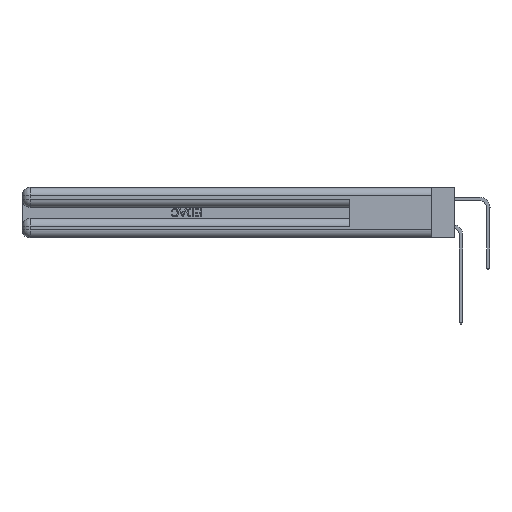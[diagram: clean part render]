
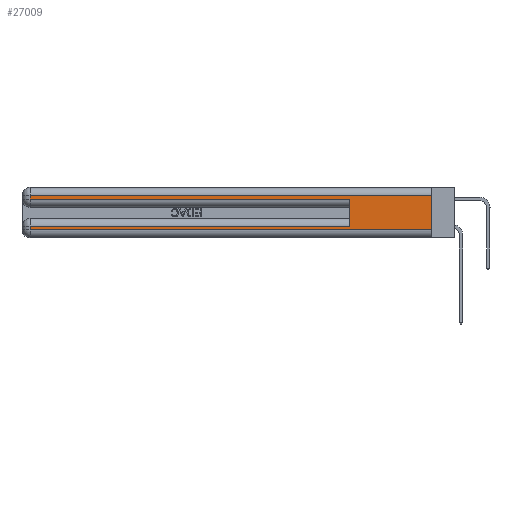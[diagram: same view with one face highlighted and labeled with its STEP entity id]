
A CAD part, left-side view. The second image highlights one B-rep face of the part: STEP entity #27009.
In plain terms, the highlighted planar face has unit normal (-1, 0, 0).
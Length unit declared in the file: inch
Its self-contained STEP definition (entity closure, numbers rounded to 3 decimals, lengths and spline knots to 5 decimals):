
#829 = LINE ( 'NONE', #7375, #44078 ) ;
#944 = CARTESIAN_POINT ( 'NONE',  ( 0., 2.94, 0.06 ) ) ;
#1029 = LINE ( 'NONE', #22437, #31917 ) ;
#1147 = LINE ( 'NONE', #45007, #27592 ) ;
#2008 = LINE ( 'NONE', #8595, #36213 ) ;
#3517 = EDGE_CURVE ( 'NONE', #24094, #9296, #1147, .T. ) ;
#4201 = VERTEX_POINT ( 'NONE', #28488 ) ;
#6031 = ORIENTED_EDGE ( 'NONE', *, *, #21887, .T. ) ;
#6311 = DIRECTION ( 'NONE',  ( 0., -1., 0. ) ) ;
#7375 = CARTESIAN_POINT ( 'NONE',  ( 0., 2.94, 0.37 ) ) ;
#8595 = CARTESIAN_POINT ( 'NONE',  ( 0., 0., 0.285 ) ) ;
#9296 = VERTEX_POINT ( 'NONE', #34381 ) ;
#10210 = CARTESIAN_POINT ( 'NONE',  ( 0., 2.94, 0.285 ) ) ;
#10593 = ORIENTED_EDGE ( 'NONE', *, *, #12441, .F. ) ;
#11029 = ORIENTED_EDGE ( 'NONE', *, *, #3517, .F. ) ;
#12170 = VERTEX_POINT ( 'NONE', #26456 ) ;
#12441 = EDGE_CURVE ( 'NONE', #4201, #32945, #19583, .T. ) ;
#12811 = VECTOR ( 'NONE', #6311, 39.37008 ) ;
#12919 = CARTESIAN_POINT ( 'NONE',  ( 0., 0., 0.085 ) ) ;
#13739 = EDGE_LOOP ( 'NONE', ( #11029, #46202, #28999, #39093, #10593, #46449, #6031, #38789 ) ) ;
#14567 = DIRECTION ( 'NONE',  ( 0., 0., -1. ) ) ;
#15107 = LINE ( 'NONE', #27301, #45502 ) ;
#16217 = VECTOR ( 'NONE', #31429, 39.37008 ) ;
#16861 = DIRECTION ( 'NONE',  ( 0., 1., 0. ) ) ;
#17275 = FACE_OUTER_BOUND ( 'NONE', #13739, .T. ) ;
#19583 = LINE ( 'NONE', #45751, #16217 ) ;
#20239 = DIRECTION ( 'NONE',  ( 0., -1., 0. ) ) ;
#20320 = DIRECTION ( 'NONE',  ( 0., 0., -1. ) ) ;
#20988 = CARTESIAN_POINT ( 'NONE',  ( 0., 0., 0.31 ) ) ;
#21215 = EDGE_CURVE ( 'NONE', #21774, #32945, #2008, .T. ) ;
#21774 = VERTEX_POINT ( 'NONE', #10210 ) ;
#21887 = EDGE_CURVE ( 'NONE', #45501, #33856, #829, .T. ) ;
#22437 = CARTESIAN_POINT ( 'NONE',  ( 0., 0., 0.31 ) ) ;
#23809 = DIRECTION ( 'NONE',  ( 1., 0., 0. ) ) ;
#24094 = VERTEX_POINT ( 'NONE', #20988 ) ;
#25534 = LINE ( 'NONE', #12919, #38446 ) ;
#26456 = CARTESIAN_POINT ( 'NONE',  ( 0., 2.94, 0.31 ) ) ;
#27009 = ADVANCED_FACE ( 'NONE', ( #17275 ), #41172, .F. ) ;
#27301 = CARTESIAN_POINT ( 'NONE',  ( 0., 2.94, 0.37 ) ) ;
#27592 = VECTOR ( 'NONE', #37445, 39.37008 ) ;
#27924 = LINE ( 'NONE', #31683, #12811 ) ;
#28488 = CARTESIAN_POINT ( 'NONE',  ( 0., 0.6, 0.085 ) ) ;
#28999 = ORIENTED_EDGE ( 'NONE', *, *, #45142, .T. ) ;
#29102 = AXIS2_PLACEMENT_3D ( 'NONE', #37871, #23809, #20320 ) ;
#29477 = CARTESIAN_POINT ( 'NONE',  ( 0., 0.6, 0.285 ) ) ;
#31429 = DIRECTION ( 'NONE',  ( 0., 0., 1. ) ) ;
#31469 = EDGE_CURVE ( 'NONE', #33856, #9296, #27924, .T. ) ;
#31683 = CARTESIAN_POINT ( 'NONE',  ( 0., 0., 0.06 ) ) ;
#31917 = VECTOR ( 'NONE', #36079, 39.37008 ) ;
#32945 = VERTEX_POINT ( 'NONE', #29477 ) ;
#33387 = CARTESIAN_POINT ( 'NONE',  ( 0., 2.94, 0.085 ) ) ;
#33856 = VERTEX_POINT ( 'NONE', #944 ) ;
#34381 = CARTESIAN_POINT ( 'NONE',  ( 0., 0., 0.06 ) ) ;
#36079 = DIRECTION ( 'NONE',  ( 0., 1., 0. ) ) ;
#36213 = VECTOR ( 'NONE', #20239, 39.37008 ) ;
#37445 = DIRECTION ( 'NONE',  ( 0., 0., -1. ) ) ;
#37860 = DIRECTION ( 'NONE',  ( 0., 0., -1. ) ) ;
#37871 = CARTESIAN_POINT ( 'NONE',  ( 0., 0., 0.37 ) ) ;
#38138 = EDGE_CURVE ( 'NONE', #4201, #45501, #25534, .T. ) ;
#38446 = VECTOR ( 'NONE', #16861, 39.37008 ) ;
#38789 = ORIENTED_EDGE ( 'NONE', *, *, #31469, .T. ) ;
#39093 = ORIENTED_EDGE ( 'NONE', *, *, #21215, .T. ) ;
#41172 = PLANE ( 'NONE',  #29102 ) ;
#44078 = VECTOR ( 'NONE', #14567, 39.37008 ) ;
#45007 = CARTESIAN_POINT ( 'NONE',  ( 0., 0., 0.37 ) ) ;
#45142 = EDGE_CURVE ( 'NONE', #12170, #21774, #15107, .T. ) ;
#45457 = EDGE_CURVE ( 'NONE', #24094, #12170, #1029, .T. ) ;
#45501 = VERTEX_POINT ( 'NONE', #33387 ) ;
#45502 = VECTOR ( 'NONE', #37860, 39.37008 ) ;
#45751 = CARTESIAN_POINT ( 'NONE',  ( 0., 0.6, 0.145 ) ) ;
#46202 = ORIENTED_EDGE ( 'NONE', *, *, #45457, .T. ) ;
#46449 = ORIENTED_EDGE ( 'NONE', *, *, #38138, .T. ) ;
